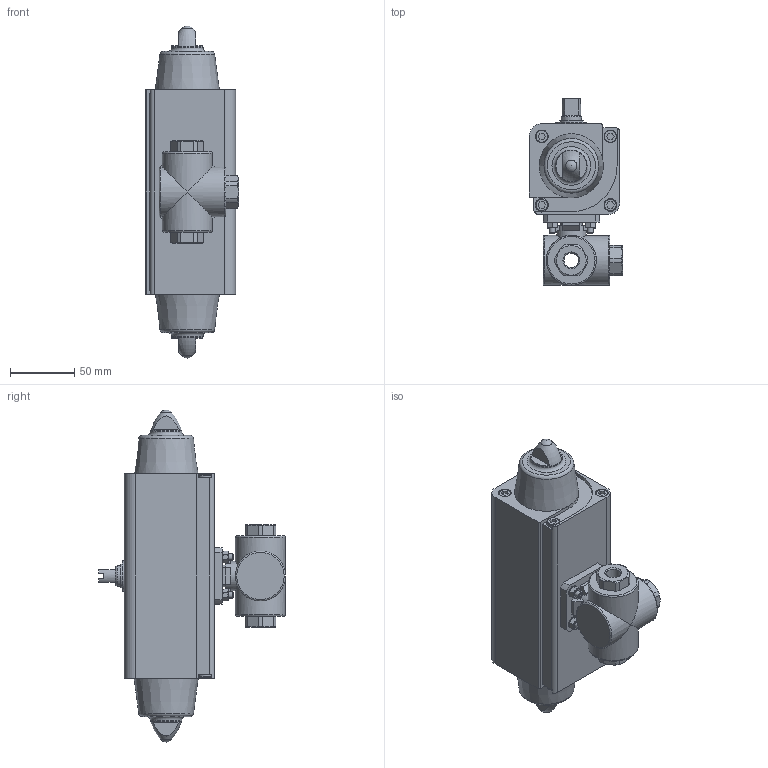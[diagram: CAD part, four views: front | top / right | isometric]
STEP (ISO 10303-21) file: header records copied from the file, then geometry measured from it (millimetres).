
FILE_DESCRIPTION(/* description */ ('STEP AP214'),/* implementation_level */ '2;1');
FILE_NAME(/* name */ '1915744_VZBA-1_4-GGG-63-32T-F0304-V4V4T-PS30-R-90-4-C',/* time_stamp */ '2024-09-17T23:46:43+02:00',/* author */ ('License CC BY-ND 4.0'),/* organization */ ('CADENAS'),/* preprocessor_version */ 'ST-DEVELOPER v19.3',/* originating_system */ 'PARTsolutions',/* authorisation */ ' ');
FILE_SCHEMA (('AUTOMOTIVE_DESIGN {1 0 10303 214 3 1 1}'));
Length unit declared in the file: millimetre
Products named in the file (8): 1915744 VZBA-1/4"-GGG-63-32T-F0304-V4V4T-PS30-R-90-4-C; 1692220 VZBA-1/4"-GGG-63-32T-F0304-V4V4T; 8082118 DARQ-R-A-S14-S9-16; 533434 DAPS-0030-090-RS4-F04---(1); 533434 DAPS-0030-090-RS4-F04---(2); 690066 S 5 A2; DIN 934 - M5(F); DIN-913 - M5x25
Assembly tree (16 placements, depth 2):
  1915744 VZBA-1/4"-GGG-63-32T-F0304-V4V4T-PS30-R-90-4-C
    1692220 VZBA-1/4"-GGG-63-32T-F0304-V4V4T
    8082118 DARQ-R-A-S14-S9-16
    533434 DAPS-0030-090-RS4-F04---(1)
    533434 DAPS-0030-090-RS4-F04---(2)
    690066 S 5 A2  x4
    DIN 934 - M5(F)  x4
    DIN-913 - M5x25  x4
Bounding box: 72.7 x 145.8 x 259 mm (x, y, z)
Volume: 984249 mm3; surface area: 109891.2 mm2
Topology: 16 solids, 16 shells, 550 faces, 1362 edges, 861 vertices
Faces by surface type: plane 296, cylinder 129, cone 103, torus 20, sphere 2
Full cylindrical faces by diameter (mm): 4.134 x16, 4.917 x1, 5 x4, 5.3 x4, 8.566 x2, 9 x4, 10 x8, 11.445 x3, 11.6 x2, 16 x1, 17 x1, 18.4 x1, 23 x1, 24 x2, 27 x1, 28 x2, 39 x4
Entity records: 13042 total; most frequent: CARTESIAN_POINT 2431, DIRECTION 2188, ORIENTED_EDGE 1970, EDGE_CURVE 985, AXIS2_PLACEMENT_3D 803, VERTEX_POINT 709, FACE_BOUND 628, EDGE_LOOP 613
